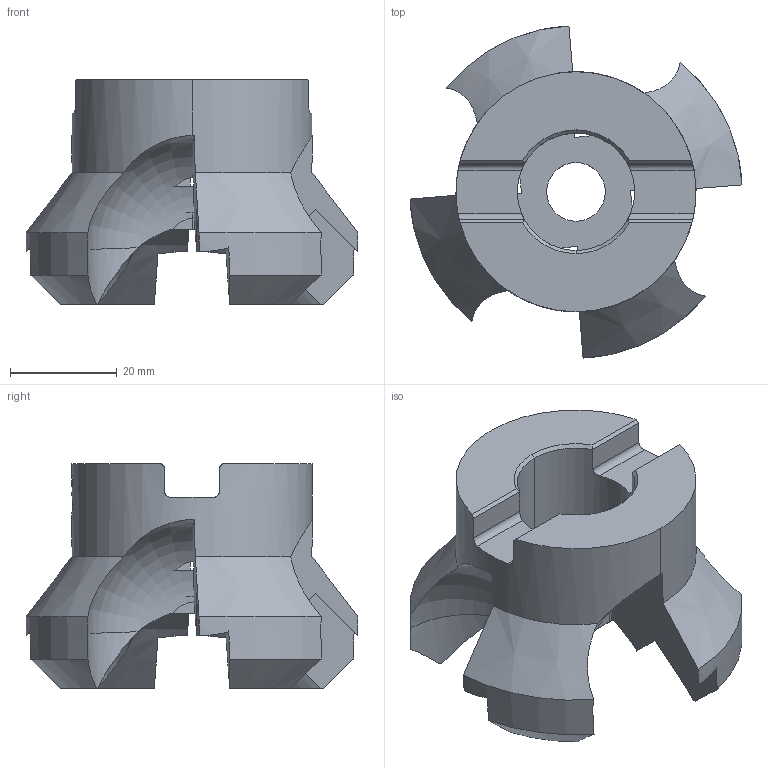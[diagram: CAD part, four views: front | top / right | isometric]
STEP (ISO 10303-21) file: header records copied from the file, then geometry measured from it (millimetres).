
FILE_DESCRIPTION(('no description'),'unknown implementation level');
FILE_NAME('solidzTlC7oiv1Wj1DgYYyCPAKXhRM20_1.STP',' ',('CIM GmbH Aachen'),('CADClick - KiM GmbH - www.kimweb.de'),'unknown preprocess','ACIS','unknown authorization');
FILE_SCHEMA(('automotive_design'));
Length unit declared in the file: millimetre
Products named in the file (1): 1
Bounding box: 62.23 x 62.23 x 42.13 mm (x, y, z)
Volume: 38451.1 mm3; surface area: 13263.4 mm2
Topology: 1 solids, 1 shells, 96 faces, 297 edges, 196 vertices
Faces by surface type: plane 44, cylinder 28, cone 20, torus 4
Entity records: 7337 total; most frequent: CARTESIAN_POINT 1497, ORIENTED_EDGE 594, STYLED_ITEM 590, PRESENTATION_STYLE_ASSIGNMENT 590, COLOUR_RGB 590, DIRECTION 521, EDGE_CURVE 297, CURVE_STYLE 297
